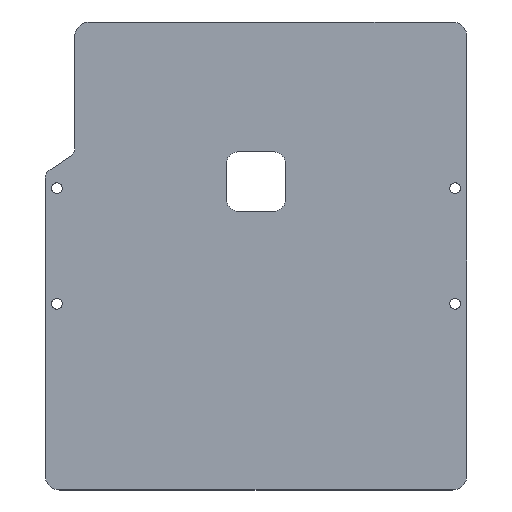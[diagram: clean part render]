
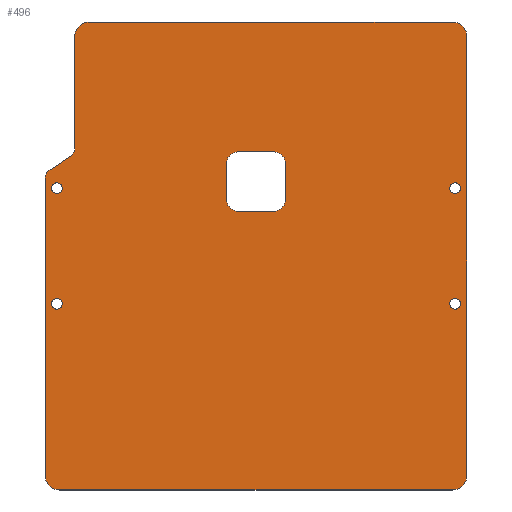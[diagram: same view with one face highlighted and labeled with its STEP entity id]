
A CAD part, top view. The second image highlights one B-rep face of the part: STEP entity #496.
In plain terms, the highlighted planar face has unit normal (0, 0, 1).
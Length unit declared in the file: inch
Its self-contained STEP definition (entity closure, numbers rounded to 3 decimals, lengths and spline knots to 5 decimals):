
#15=FACE_BOUND('',#97,.T.);
#16=FACE_BOUND('',#98,.T.);
#17=FACE_BOUND('',#99,.T.);
#18=FACE_BOUND('',#100,.T.);
#19=FACE_BOUND('',#101,.T.);
#25=CIRCLE('',#535,0.25);
#27=CIRCLE('',#539,0.15);
#28=CIRCLE('',#540,0.15);
#29=CIRCLE('',#541,0.25);
#30=CIRCLE('',#542,0.25);
#31=CIRCLE('',#543,0.25);
#32=CIRCLE('',#544,0.091);
#33=CIRCLE('',#545,0.091);
#34=CIRCLE('',#546,0.091);
#35=CIRCLE('',#547,0.091);
#36=CIRCLE('',#548,0.2);
#37=CIRCLE('',#549,0.2);
#38=CIRCLE('',#550,0.2);
#39=CIRCLE('',#551,0.2);
#70=FACE_OUTER_BOUND('',#96,.T.);
#96=EDGE_LOOP('',(#349,#350,#351,#352,#353,#354,#355,#356,#357,#358,#359,
#360));
#97=EDGE_LOOP('',(#361));
#98=EDGE_LOOP('',(#362));
#99=EDGE_LOOP('',(#363));
#100=EDGE_LOOP('',(#364));
#101=EDGE_LOOP('',(#365,#366,#367,#368,#369,#370,#371,#372));
#131=LINE('',#749,#175);
#135=LINE('',#762,#179);
#138=LINE('',#768,#182);
#139=LINE('',#772,#183);
#140=LINE('',#776,#184);
#141=LINE('',#780,#185);
#142=LINE('',#795,#186);
#143=LINE('',#799,#187);
#144=LINE('',#803,#188);
#145=LINE('',#806,#189);
#175=VECTOR('',#593,0.3937);
#179=VECTOR('',#605,0.3937);
#182=VECTOR('',#610,0.3937);
#183=VECTOR('',#613,0.3937);
#184=VECTOR('',#616,0.3937);
#185=VECTOR('',#619,0.3937);
#186=VECTOR('',#634,0.3937);
#187=VECTOR('',#637,0.3937);
#188=VECTOR('',#640,0.3937);
#189=VECTOR('',#643,0.3937);
#219=VERTEX_POINT('',#746);
#220=VERTEX_POINT('',#748);
#221=VERTEX_POINT('',#752);
#222=VERTEX_POINT('',#753);
#225=VERTEX_POINT('',#761);
#227=VERTEX_POINT('',#767);
#228=VERTEX_POINT('',#769);
#229=VERTEX_POINT('',#771);
#230=VERTEX_POINT('',#773);
#231=VERTEX_POINT('',#775);
#232=VERTEX_POINT('',#777);
#233=VERTEX_POINT('',#779);
#234=VERTEX_POINT('',#783);
#235=VERTEX_POINT('',#785);
#236=VERTEX_POINT('',#787);
#237=VERTEX_POINT('',#789);
#238=VERTEX_POINT('',#791);
#239=VERTEX_POINT('',#792);
#240=VERTEX_POINT('',#794);
#241=VERTEX_POINT('',#796);
#242=VERTEX_POINT('',#798);
#243=VERTEX_POINT('',#800);
#244=VERTEX_POINT('',#802);
#245=VERTEX_POINT('',#804);
#267=EDGE_CURVE('',#220,#219,#131,.T.);
#269=EDGE_CURVE('',#221,#222,#25,.T.);
#273=EDGE_CURVE('',#225,#222,#135,.T.);
#276=EDGE_CURVE('',#221,#227,#138,.T.);
#277=EDGE_CURVE('',#228,#227,#27,.T.);
#278=EDGE_CURVE('',#228,#229,#139,.T.);
#279=EDGE_CURVE('',#230,#229,#28,.T.);
#280=EDGE_CURVE('',#230,#231,#140,.T.);
#281=EDGE_CURVE('',#232,#231,#29,.T.);
#282=EDGE_CURVE('',#232,#233,#141,.T.);
#283=EDGE_CURVE('',#220,#233,#30,.T.);
#284=EDGE_CURVE('',#225,#219,#31,.T.);
#285=EDGE_CURVE('',#234,#234,#32,.T.);
#286=EDGE_CURVE('',#235,#235,#33,.T.);
#287=EDGE_CURVE('',#236,#236,#34,.T.);
#288=EDGE_CURVE('',#237,#237,#35,.T.);
#289=EDGE_CURVE('',#238,#239,#36,.T.);
#290=EDGE_CURVE('',#239,#240,#142,.T.);
#291=EDGE_CURVE('',#240,#241,#37,.T.);
#292=EDGE_CURVE('',#241,#242,#143,.T.);
#293=EDGE_CURVE('',#242,#243,#38,.T.);
#294=EDGE_CURVE('',#243,#244,#144,.T.);
#295=EDGE_CURVE('',#244,#245,#39,.T.);
#296=EDGE_CURVE('',#245,#238,#145,.T.);
#349=ORIENTED_EDGE('',*,*,#269,.F.);
#350=ORIENTED_EDGE('',*,*,#276,.T.);
#351=ORIENTED_EDGE('',*,*,#277,.F.);
#352=ORIENTED_EDGE('',*,*,#278,.T.);
#353=ORIENTED_EDGE('',*,*,#279,.F.);
#354=ORIENTED_EDGE('',*,*,#280,.T.);
#355=ORIENTED_EDGE('',*,*,#281,.F.);
#356=ORIENTED_EDGE('',*,*,#282,.T.);
#357=ORIENTED_EDGE('',*,*,#283,.F.);
#358=ORIENTED_EDGE('',*,*,#267,.T.);
#359=ORIENTED_EDGE('',*,*,#284,.F.);
#360=ORIENTED_EDGE('',*,*,#273,.T.);
#361=ORIENTED_EDGE('',*,*,#285,.T.);
#362=ORIENTED_EDGE('',*,*,#286,.T.);
#363=ORIENTED_EDGE('',*,*,#287,.T.);
#364=ORIENTED_EDGE('',*,*,#288,.T.);
#365=ORIENTED_EDGE('',*,*,#289,.T.);
#366=ORIENTED_EDGE('',*,*,#290,.T.);
#367=ORIENTED_EDGE('',*,*,#291,.T.);
#368=ORIENTED_EDGE('',*,*,#292,.T.);
#369=ORIENTED_EDGE('',*,*,#293,.T.);
#370=ORIENTED_EDGE('',*,*,#294,.T.);
#371=ORIENTED_EDGE('',*,*,#295,.T.);
#372=ORIENTED_EDGE('',*,*,#296,.T.);
#483=PLANE('',#538);
#496=ADVANCED_FACE('',(#70,#15,#16,#17,#18,#19),#483,.T.);
#535=AXIS2_PLACEMENT_3D('',#754,#597,#598);
#538=AXIS2_PLACEMENT_3D('',#766,#608,#609);
#539=AXIS2_PLACEMENT_3D('',#770,#611,#612);
#540=AXIS2_PLACEMENT_3D('',#774,#614,#615);
#541=AXIS2_PLACEMENT_3D('',#778,#617,#618);
#542=AXIS2_PLACEMENT_3D('',#781,#620,#621);
#543=AXIS2_PLACEMENT_3D('',#782,#622,#623);
#544=AXIS2_PLACEMENT_3D('',#784,#624,#625);
#545=AXIS2_PLACEMENT_3D('',#786,#626,#627);
#546=AXIS2_PLACEMENT_3D('',#788,#628,#629);
#547=AXIS2_PLACEMENT_3D('',#790,#630,#631);
#548=AXIS2_PLACEMENT_3D('',#793,#632,#633);
#549=AXIS2_PLACEMENT_3D('',#797,#635,#636);
#550=AXIS2_PLACEMENT_3D('',#801,#638,#639);
#551=AXIS2_PLACEMENT_3D('',#805,#641,#642);
#593=DIRECTION('',(0.,1.,0.));
#597=DIRECTION('center_axis',(0.,0.,-1.));
#598=DIRECTION('ref_axis',(-0.707,0.707,0.));
#605=DIRECTION('',(-1.,0.,0.));
#608=DIRECTION('center_axis',(0.,0.,1.));
#609=DIRECTION('ref_axis',(1.,0.,0.));
#610=DIRECTION('',(0.,-1.,0.));
#611=DIRECTION('center_axis',(0.,0.,1.));
#612=DIRECTION('ref_axis',(0.882,-0.471,0.));
#613=DIRECTION('',(-0.832,-0.555,0.));
#614=DIRECTION('center_axis',(0.,0.,-1.));
#615=DIRECTION('ref_axis',(-0.882,0.471,0.));
#616=DIRECTION('',(0.,-1.,0.));
#617=DIRECTION('center_axis',(0.,0.,-1.));
#618=DIRECTION('ref_axis',(-0.707,-0.707,0.));
#619=DIRECTION('',(1.,0.,0.));
#620=DIRECTION('center_axis',(0.,0.,-1.));
#621=DIRECTION('ref_axis',(0.707,-0.707,0.));
#622=DIRECTION('center_axis',(0.,0.,-1.));
#623=DIRECTION('ref_axis',(0.707,0.707,0.));
#624=DIRECTION('center_axis',(0.,0.,-1.));
#625=DIRECTION('ref_axis',(1.,0.,0.));
#626=DIRECTION('center_axis',(0.,0.,-1.));
#627=DIRECTION('ref_axis',(1.,0.,0.));
#628=DIRECTION('center_axis',(0.,0.,-1.));
#629=DIRECTION('ref_axis',(-1.,0.,0.));
#630=DIRECTION('center_axis',(0.,0.,-1.));
#631=DIRECTION('ref_axis',(-1.,0.,0.));
#632=DIRECTION('center_axis',(0.,0.,-1.));
#633=DIRECTION('ref_axis',(0.,1.,0.));
#634=DIRECTION('',(1.,0.,0.));
#635=DIRECTION('center_axis',(0.,0.,-1.));
#636=DIRECTION('ref_axis',(1.,0.,0.));
#637=DIRECTION('',(0.,-1.,0.));
#638=DIRECTION('center_axis',(0.,0.,-1.));
#639=DIRECTION('ref_axis',(0.,-1.,0.));
#640=DIRECTION('',(-1.,0.,0.));
#641=DIRECTION('center_axis',(0.,0.,-1.));
#642=DIRECTION('ref_axis',(-1.,0.,0.));
#643=DIRECTION('',(0.,1.,0.));
#746=CARTESIAN_POINT('',(6.91,4.499,0.0625));
#748=CARTESIAN_POINT('',(6.91,-2.8875,0.0625));
#749=CARTESIAN_POINT('',(6.91,0.,0.0625));
#752=CARTESIAN_POINT('',(0.3,4.499,0.0625));
#753=CARTESIAN_POINT('',(0.55,4.749,0.0625));
#754=CARTESIAN_POINT('Origin',(0.55,4.499,0.0625));
#761=CARTESIAN_POINT('',(6.66,4.749,0.0625));
#762=CARTESIAN_POINT('',(5.1325,4.749,0.0625));
#766=CARTESIAN_POINT('Origin',(3.355,0.8375,0.0625));
#767=CARTESIAN_POINT('',(0.3,2.61319,0.0625));
#768=CARTESIAN_POINT('',(0.3,2.91875,0.0625));
#769=CARTESIAN_POINT('',(0.23332,2.48846,0.0625));
#770=CARTESIAN_POINT('Origin',(0.15,2.61319,0.0625));
#771=CARTESIAN_POINT('',(-0.13332,2.24354,0.0625));
#772=CARTESIAN_POINT('',(1.08963,3.06047,0.0625));
#773=CARTESIAN_POINT('',(-0.2,2.11881,0.0625));
#774=CARTESIAN_POINT('Origin',(-0.05,2.11881,0.0625));
#775=CARTESIAN_POINT('',(-0.2,-2.8875,0.0625));
#776=CARTESIAN_POINT('',(-0.2,-3.025,0.0625));
#777=CARTESIAN_POINT('',(0.05,-3.1375,0.0625));
#778=CARTESIAN_POINT('Origin',(0.05,-2.8875,0.0625));
#779=CARTESIAN_POINT('',(6.66,-3.1375,0.0625));
#780=CARTESIAN_POINT('',(1.59087,-3.1375,0.0625));
#781=CARTESIAN_POINT('Origin',(6.66,-2.8875,0.0625));
#782=CARTESIAN_POINT('Origin',(6.66,4.499,0.0625));
#783=CARTESIAN_POINT('',(6.619,0.,0.0625));
#784=CARTESIAN_POINT('Origin',(6.71,0.,0.0625));
#785=CARTESIAN_POINT('',(-0.091,0.,0.0625));
#786=CARTESIAN_POINT('Origin',(0.,0.,0.0625));
#787=CARTESIAN_POINT('',(6.801,1.949,0.0625));
#788=CARTESIAN_POINT('Origin',(6.71,1.949,0.0625));
#789=CARTESIAN_POINT('',(0.091,1.949,0.0625));
#790=CARTESIAN_POINT('Origin',(0.,1.949,0.0625));
#791=CARTESIAN_POINT('',(2.855,2.36082,0.0625));
#792=CARTESIAN_POINT('',(3.055,2.56082,0.0625));
#793=CARTESIAN_POINT('Origin',(3.055,2.36082,0.0625));
#794=CARTESIAN_POINT('',(3.655,2.56082,0.0625));
#795=CARTESIAN_POINT('',(3.205,2.56082,0.0625));
#796=CARTESIAN_POINT('',(3.855,2.36082,0.0625));
#797=CARTESIAN_POINT('Origin',(3.655,2.36082,0.0625));
#798=CARTESIAN_POINT('',(3.855,1.76082,0.0625));
#799=CARTESIAN_POINT('',(3.855,1.59916,0.0625));
#800=CARTESIAN_POINT('',(3.655,1.56082,0.0625));
#801=CARTESIAN_POINT('Origin',(3.655,1.76082,0.0625));
#802=CARTESIAN_POINT('',(3.055,1.56082,0.0625));
#803=CARTESIAN_POINT('',(3.505,1.56082,0.0625));
#804=CARTESIAN_POINT('',(2.855,1.76082,0.0625));
#805=CARTESIAN_POINT('Origin',(3.055,1.76082,0.0625));
#806=CARTESIAN_POINT('',(2.855,1.29916,0.0625));
